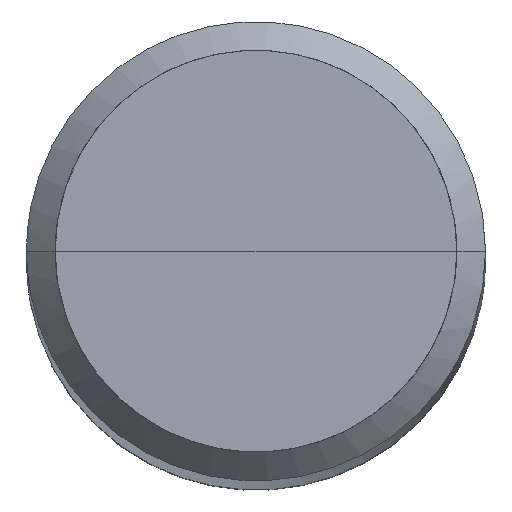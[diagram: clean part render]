
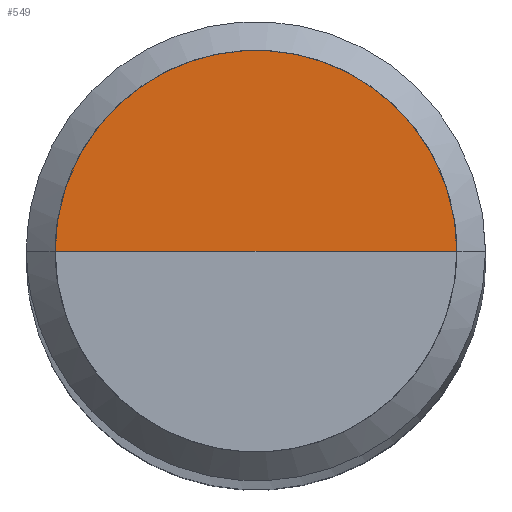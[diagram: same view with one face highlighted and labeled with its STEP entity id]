
A CAD part, top view. The second image highlights one B-rep face of the part: STEP entity #549.
In plain terms, the highlighted free-form (B-spline) face has degree [1, 2] with [2, 5] control points.
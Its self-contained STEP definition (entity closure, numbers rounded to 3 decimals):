
#353=CARTESIAN_POINT('',(3.5,0.0,88.0));
#354=CARTESIAN_POINT('',(3.5,3.5,88.0));
#355=CARTESIAN_POINT('',(0.0,3.5,88.0));
#356=CARTESIAN_POINT('',(-3.5,3.5,88.0));
#357=CARTESIAN_POINT('',(-3.5,0.0,88.0));
#358=CARTESIAN_POINT('',(0.0,0.0,88.0));
#534=(
BOUNDED_SURFACE()
B_SPLINE_SURFACE(1,2,(
(#353,#354,#355,#356,#357),
(#358,#358,#358,#358,#358)
), .UNSPECIFIED.,.F.,.F.,.F.)
B_SPLINE_SURFACE_WITH_KNOTS((2,2),(3,2,3),(
0.0,1.0),(
0.0,0.5,1.0), .UNSPECIFIED.)
GEOMETRIC_REPRESENTATION_ITEM()
RATIONAL_B_SPLINE_SURFACE(((1.0,0.707,1.0,0.707,1.0),
(1.0,0.707,1.0,0.707,1.0)
))
REPRESENTATION_ITEM('')
SURFACE()
);
#535=(
BOUNDED_CURVE()
B_SPLINE_CURVE(1,(#358,#353),.UNSPECIFIED.,.F.,.F.)
B_SPLINE_CURVE_WITH_KNOTS((2,2),
(0.0,1.0),.UNSPECIFIED.)
CURVE()
GEOMETRIC_REPRESENTATION_ITEM()
RATIONAL_B_SPLINE_CURVE((1.0,1.0))
REPRESENTATION_ITEM('')
);
#536=(
BOUNDED_CURVE()
B_SPLINE_CURVE(2,(#353,#354,#355,#356,#357),.UNSPECIFIED.,.F.,.F.)
B_SPLINE_CURVE_WITH_KNOTS((3,2,3),
(0.0,0.5,1.0),.UNSPECIFIED.)
CURVE()
GEOMETRIC_REPRESENTATION_ITEM()
RATIONAL_B_SPLINE_CURVE((1.0,0.707,1.0,0.707,1.0))
REPRESENTATION_ITEM('')
);
#537=(
BOUNDED_CURVE()
B_SPLINE_CURVE(1,(#357,#358),.UNSPECIFIED.,.F.,.F.)
B_SPLINE_CURVE_WITH_KNOTS((2,2),
(0.0,1.0),.UNSPECIFIED.)
CURVE()
GEOMETRIC_REPRESENTATION_ITEM()
RATIONAL_B_SPLINE_CURVE((1.0,1.0))
REPRESENTATION_ITEM('')
);
#538=VERTEX_POINT('',#353);
#539=VERTEX_POINT('',#357);
#540=VERTEX_POINT('',#358);
#541=EDGE_CURVE('',#540,#538,#535,.T.);
#542=EDGE_CURVE('',#538,#539,#536,.T.);
#543=EDGE_CURVE('',#539,#540,#537,.T.);
#544=ORIENTED_EDGE('',*,*,#541,.T.);
#545=ORIENTED_EDGE('',*,*,#542,.T.);
#546=ORIENTED_EDGE('',*,*,#543,.T.);
#547=EDGE_LOOP('',(#544,#545,#546));
#548=FACE_OUTER_BOUND('',#547,.T.);
#549=ADVANCED_FACE('',(#548),#534,.T.);
